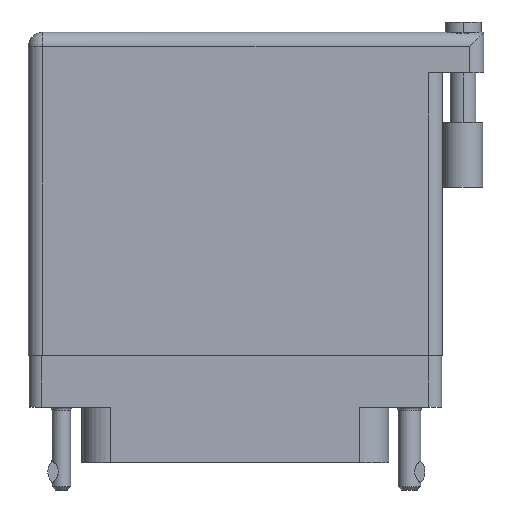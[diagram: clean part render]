
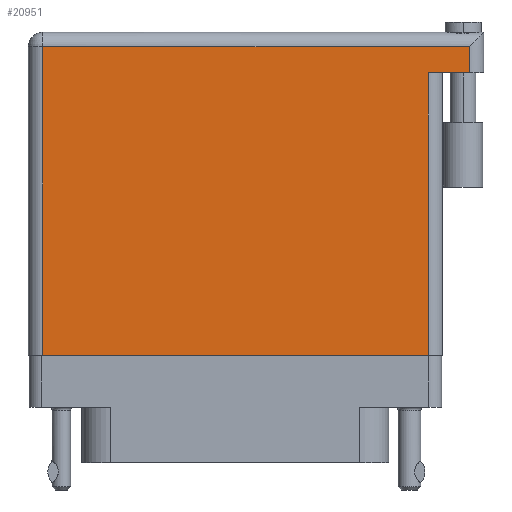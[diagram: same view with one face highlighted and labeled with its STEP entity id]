
A CAD part, front view. The second image highlights one B-rep face of the part: STEP entity #20951.
In plain terms, the highlighted face is planar.
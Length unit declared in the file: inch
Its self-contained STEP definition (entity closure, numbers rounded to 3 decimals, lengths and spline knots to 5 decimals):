
#382 = VERTEX_POINT ( 'NONE', #37710 ) ;
#1821 = VERTEX_POINT ( 'NONE', #24224 ) ;
#3259 = VERTEX_POINT ( 'NONE', #10623 ) ;
#4923 = CARTESIAN_POINT ( 'NONE',  ( -1.004, -0.1, 0.4495 ) ) ;
#5900 = VECTOR ( 'NONE', #38309, 39.37008 ) ;
#6627 = LINE ( 'NONE', #22732, #40945 ) ;
#7186 = EDGE_CURVE ( 'NONE', #25345, #1821, #37024, .T. ) ;
#7196 = VECTOR ( 'NONE', #35923, 39.37008 ) ;
#7376 = ORIENTED_EDGE ( 'NONE', *, *, #11823, .T. ) ;
#8063 = DIRECTION ( 'NONE',  ( -1., 0., 0. ) ) ;
#10050 = FACE_OUTER_BOUND ( 'NONE', #40317, .T. ) ;
#10623 = CARTESIAN_POINT ( 'NONE',  ( -0.934, 1.396, 0.4495 ) ) ;
#11728 = CARTESIAN_POINT ( 'NONE',  ( -0.934, -0.1, 0.4495 ) ) ;
#11823 = EDGE_CURVE ( 'NONE', #1821, #382, #40817, .T. ) ;
#12005 = VECTOR ( 'NONE', #48028, 39.37008 ) ;
#12672 = DIRECTION ( 'NONE',  ( 0., 0., -1. ) ) ;
#13214 = LINE ( 'NONE', #24869, #7196 ) ;
#16510 = ORIENTED_EDGE ( 'NONE', *, *, #44207, .T. ) ;
#18744 = DIRECTION ( 'NONE',  ( -1., 0., 0. ) ) ;
#20420 = PLANE ( 'NONE',  #45442 ) ;
#20951 = ADVANCED_FACE ( 'NONE', ( #10050 ), #20420, .F. ) ;
#21892 = EDGE_CURVE ( 'NONE', #3259, #25345, #13214, .T. ) ;
#22064 = ORIENTED_EDGE ( 'NONE', *, *, #26293, .T. ) ;
#22732 = CARTESIAN_POINT ( 'NONE',  ( 1.204, 1.269, 0.4495 ) ) ;
#23509 = ORIENTED_EDGE ( 'NONE', *, *, #21892, .T. ) ;
#24224 = CARTESIAN_POINT ( 'NONE',  ( 0.934, -0.1, 0.4495 ) ) ;
#24603 = VERTEX_POINT ( 'NONE', #32760 ) ;
#24869 = CARTESIAN_POINT ( 'NONE',  ( -0.934, -0.1, 0.4495 ) ) ;
#25345 = VERTEX_POINT ( 'NONE', #11728 ) ;
#25659 = CARTESIAN_POINT ( 'NONE',  ( 1.134, 1.396, 0.4495 ) ) ;
#26293 = EDGE_CURVE ( 'NONE', #40198, #3259, #30534, .T. ) ;
#26951 = CARTESIAN_POINT ( 'NONE',  ( -1.004, 1.396, 0.4495 ) ) ;
#28761 = VECTOR ( 'NONE', #38974, 39.37008 ) ;
#30534 = LINE ( 'NONE', #26951, #48196 ) ;
#32087 = LINE ( 'NONE', #37121, #12005 ) ;
#32760 = CARTESIAN_POINT ( 'NONE',  ( 1.134, 1.269, 0.4495 ) ) ;
#35298 = CARTESIAN_POINT ( 'NONE',  ( -1.004, 1.466, 0.4495 ) ) ;
#35923 = DIRECTION ( 'NONE',  ( 0., -1., 0. ) ) ;
#37024 = LINE ( 'NONE', #4923, #28761 ) ;
#37121 = CARTESIAN_POINT ( 'NONE',  ( 1.134, 1.466, 0.4495 ) ) ;
#37710 = CARTESIAN_POINT ( 'NONE',  ( 0.934, 1.269, 0.4495 ) ) ;
#38309 = DIRECTION ( 'NONE',  ( 0., 1., 0. ) ) ;
#38974 = DIRECTION ( 'NONE',  ( 1., 0., 0. ) ) ;
#40198 = VERTEX_POINT ( 'NONE', #25659 ) ;
#40317 = EDGE_LOOP ( 'NONE', ( #42726, #7376, #43212, #16510, #22064, #23509 ) ) ;
#40817 = LINE ( 'NONE', #45919, #5900 ) ;
#40945 = VECTOR ( 'NONE', #18744, 39.37008 ) ;
#42726 = ORIENTED_EDGE ( 'NONE', *, *, #7186, .T. ) ;
#43212 = ORIENTED_EDGE ( 'NONE', *, *, #48600, .F. ) ;
#44207 = EDGE_CURVE ( 'NONE', #24603, #40198, #32087, .T. ) ;
#45442 = AXIS2_PLACEMENT_3D ( 'NONE', #35298, #12672, #46872 ) ;
#45919 = CARTESIAN_POINT ( 'NONE',  ( 0.934, 1.269, 0.4495 ) ) ;
#46872 = DIRECTION ( 'NONE',  ( -1., 0., 0. ) ) ;
#48028 = DIRECTION ( 'NONE',  ( 0., 1., 0. ) ) ;
#48196 = VECTOR ( 'NONE', #8063, 39.37008 ) ;
#48600 = EDGE_CURVE ( 'NONE', #24603, #382, #6627, .T. ) ;
